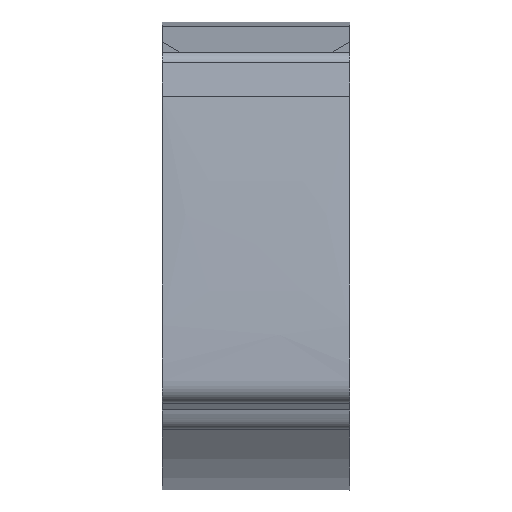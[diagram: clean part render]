
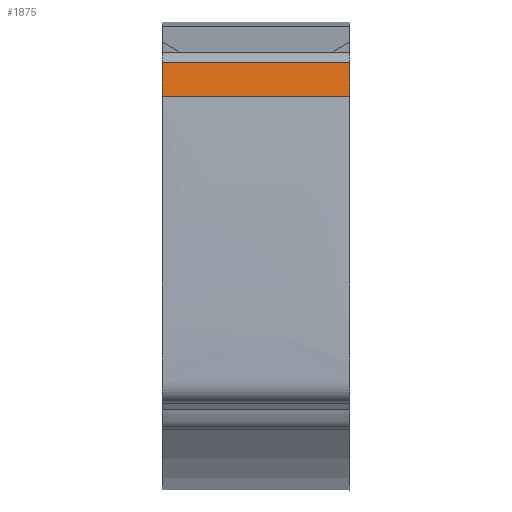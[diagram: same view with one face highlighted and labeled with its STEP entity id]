
A CAD part, top view. The second image highlights one B-rep face of the part: STEP entity #1875.
In plain terms, the highlighted planar face has unit normal (0, 0.117, 0.993).
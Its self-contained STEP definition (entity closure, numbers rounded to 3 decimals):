
#5 = CARTESIAN_POINT ( 'NONE',  ( -12., 30.667, 54.629 ) ) ;
#28 = LINE ( 'NONE', #766, #2347 ) ;
#34 = ORIENTED_EDGE ( 'NONE', *, *, #1014, .T. ) ;
#64 = VERTEX_POINT ( 'NONE', #681 ) ;
#85 = CARTESIAN_POINT ( 'NONE',  ( 12., 30.667, 54.629 ) ) ;
#163 = FACE_OUTER_BOUND ( 'NONE', #2243, .T. ) ;
#201 = VERTEX_POINT ( 'NONE', #1213 ) ;
#372 = DIRECTION ( 'NONE',  ( 0., -0.993, 0.117 ) ) ;
#373 = ORIENTED_EDGE ( 'NONE', *, *, #1983, .T. ) ;
#480 = DIRECTION ( 'NONE',  ( -1., 0., 0. ) ) ;
#511 = DIRECTION ( 'NONE',  ( 0., -0.993, 0.117 ) ) ;
#576 = ORIENTED_EDGE ( 'NONE', *, *, #2380, .T. ) ;
#608 = VERTEX_POINT ( 'NONE', #920 ) ;
#616 = DIRECTION ( 'NONE',  ( 1., 0., 0. ) ) ;
#681 = CARTESIAN_POINT ( 'NONE',  ( -12., 34.944, 54.124 ) ) ;
#745 = VECTOR ( 'NONE', #480, 1000. ) ;
#766 = CARTESIAN_POINT ( 'NONE',  ( 0., 30.667, 54.629 ) ) ;
#891 = CARTESIAN_POINT ( 'NONE',  ( 0., 30.667, 54.629 ) ) ;
#920 = CARTESIAN_POINT ( 'NONE',  ( 12., 34.944, 54.124 ) ) ;
#970 = VERTEX_POINT ( 'NONE', #2118 ) ;
#1014 = EDGE_CURVE ( 'NONE', #970, #201, #28, .T. ) ;
#1027 = CARTESIAN_POINT ( 'NONE',  ( 0., 34.944, 54.124 ) ) ;
#1096 = AXIS2_PLACEMENT_3D ( 'NONE', #891, #2027, #372 ) ;
#1213 = CARTESIAN_POINT ( 'NONE',  ( 12., 30.667, 54.629 ) ) ;
#1411 = LINE ( 'NONE', #85, #1460 ) ;
#1418 = VECTOR ( 'NONE', #511, 1000. ) ;
#1460 = VECTOR ( 'NONE', #1774, 1000. ) ;
#1652 = PLANE ( 'NONE',  #1096 ) ;
#1742 = EDGE_CURVE ( 'NONE', #608, #201, #1411, .T. ) ;
#1774 = DIRECTION ( 'NONE',  ( 0., -0.993, 0.117 ) ) ;
#1875 = ADVANCED_FACE ( 'NONE', ( #163 ), #1652, .T. ) ;
#1956 = LINE ( 'NONE', #1027, #745 ) ;
#1983 = EDGE_CURVE ( 'NONE', #64, #970, #2421, .T. ) ;
#2027 = DIRECTION ( 'NONE',  ( 0., 0.117, 0.993 ) ) ;
#2118 = CARTESIAN_POINT ( 'NONE',  ( -12., 30.667, 54.629 ) ) ;
#2220 = ORIENTED_EDGE ( 'NONE', *, *, #1742, .F. ) ;
#2243 = EDGE_LOOP ( 'NONE', ( #2220, #576, #373, #34 ) ) ;
#2347 = VECTOR ( 'NONE', #616, 1000. ) ;
#2380 = EDGE_CURVE ( 'NONE', #608, #64, #1956, .T. ) ;
#2421 = LINE ( 'NONE', #5, #1418 ) ;
